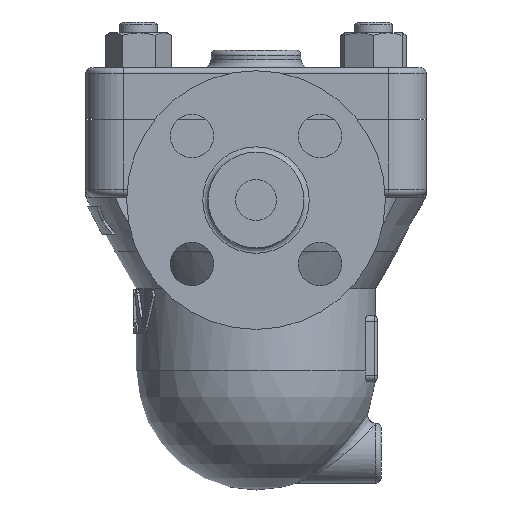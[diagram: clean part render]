
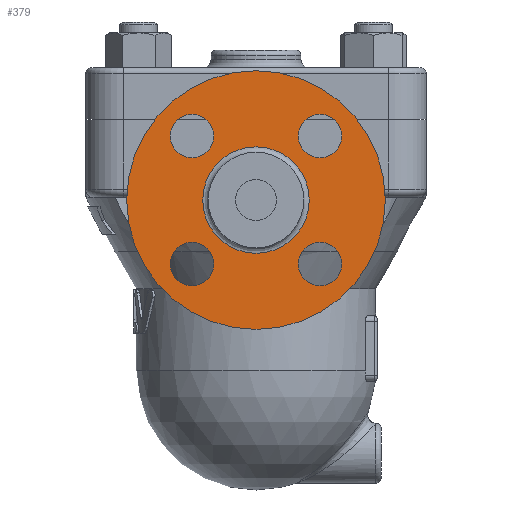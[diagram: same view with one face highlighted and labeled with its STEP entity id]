
A CAD part, left-side view. The second image highlights one B-rep face of the part: STEP entity #379.
In plain terms, the highlighted free-form (B-spline) face has degree [1, 1] with [2, 2] control points.
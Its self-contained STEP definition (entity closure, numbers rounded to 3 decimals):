
#252=CARTESIAN_POINT('',(-114.1,0.0,18.55));
#253=VERTEX_POINT('',#252);
#254=CARTESIAN_POINT('',(-114.1,0.0,-1.));
#255=DIRECTION('',(-1.0,0.0,0.0));
#256=DIRECTION('',(0.0,0.0,-1.0));
#257=AXIS2_PLACEMENT_3D('',#254,#255,#256);
#258=CIRCLE('',#257,19.55);
#259=EDGE_CURVE('',#253,#253,#258,.T.);
#316=CARTESIAN_POINT('',(-114.1,47.5,46.5));
#317=CARTESIAN_POINT('',(-114.1,47.5,-48.5));
#318=CARTESIAN_POINT('',(-114.1,-47.5,46.5));
#319=CARTESIAN_POINT('',(-114.1,-47.5,-48.5));
#320=B_SPLINE_SURFACE_WITH_KNOTS('',1,1,((#316,#318),(#317,#319)),.UNSPECIFIED.,.F.,.F.,.U.,(2,2),(2,2),(0.0,95.0),(0.0,95.0),.UNSPECIFIED.);
#321=CARTESIAN_POINT('',(-114.1,0.0,46.5));
#322=VERTEX_POINT('',#321);
#323=CARTESIAN_POINT('',(-114.1,0.0,-1.));
#324=DIRECTION('',(-1.0,0.0,0.0));
#325=DIRECTION('',(0.0,0.0,1.0));
#326=AXIS2_PLACEMENT_3D('',#323,#324,#325);
#327=CIRCLE('',#326,47.5);
#328=EDGE_CURVE('',#322,#322,#327,.T.);
#329=ORIENTED_EDGE('',*,*,#328,.T.);
#330=EDGE_LOOP('',(#329));
#331=FACE_OUTER_BOUND('',#330,.T.);
#332=CARTESIAN_POINT('',(-114.1,-23.511,14.511));
#333=VERTEX_POINT('',#332);
#334=CARTESIAN_POINT('',(-114.1,-23.511,22.511));
#335=DIRECTION('',(1.0,0.0,0.0));
#336=DIRECTION('',(0.0,0.0,-1.0));
#337=AXIS2_PLACEMENT_3D('',#334,#335,#336);
#338=CIRCLE('',#337,8.0);
#339=EDGE_CURVE('',#333,#333,#338,.T.);
#340=ORIENTED_EDGE('',*,*,#339,.T.);
#341=EDGE_LOOP('',(#340));
#342=FACE_BOUND('',#341,.T.);
#343=CARTESIAN_POINT('',(-114.1,15.511,22.511));
#344=VERTEX_POINT('',#343);
#345=CARTESIAN_POINT('',(-114.1,23.511,22.511));
#346=DIRECTION('',(1.0,0.0,0.0));
#347=DIRECTION('',(0.0,-1.0,0.0));
#348=AXIS2_PLACEMENT_3D('',#345,#346,#347);
#349=CIRCLE('',#348,8.0);
#350=EDGE_CURVE('',#344,#344,#349,.T.);
#351=ORIENTED_EDGE('',*,*,#350,.T.);
#352=EDGE_LOOP('',(#351));
#353=FACE_BOUND('',#352,.T.);
#354=CARTESIAN_POINT('',(-114.1,23.511,-16.511));
#355=VERTEX_POINT('',#354);
#356=CARTESIAN_POINT('',(-114.1,23.511,-24.511));
#357=DIRECTION('',(1.0,0.0,0.0));
#358=DIRECTION('',(0.0,0.0,1.0));
#359=AXIS2_PLACEMENT_3D('',#356,#357,#358);
#360=CIRCLE('',#359,8.0);
#361=EDGE_CURVE('',#355,#355,#360,.T.);
#362=ORIENTED_EDGE('',*,*,#361,.T.);
#363=EDGE_LOOP('',(#362));
#364=FACE_BOUND('',#363,.T.);
#365=CARTESIAN_POINT('',(-114.1,-15.511,-24.511));
#366=VERTEX_POINT('',#365);
#367=CARTESIAN_POINT('',(-114.1,-23.511,-24.511));
#368=DIRECTION('',(1.0,0.0,0.0));
#369=DIRECTION('',(0.0,1.0,0.0));
#370=AXIS2_PLACEMENT_3D('',#367,#368,#369);
#371=CIRCLE('',#370,8.0);
#372=EDGE_CURVE('',#366,#366,#371,.T.);
#373=ORIENTED_EDGE('',*,*,#372,.T.);
#374=EDGE_LOOP('',(#373));
#375=FACE_BOUND('',#374,.T.);
#376=ORIENTED_EDGE('',*,*,#259,.F.);
#377=EDGE_LOOP('',(#376));
#378=FACE_BOUND('',#377,.T.);
#379=ADVANCED_FACE('',(#331,#342,#353,#364,#375,#378),#320,.T.);
